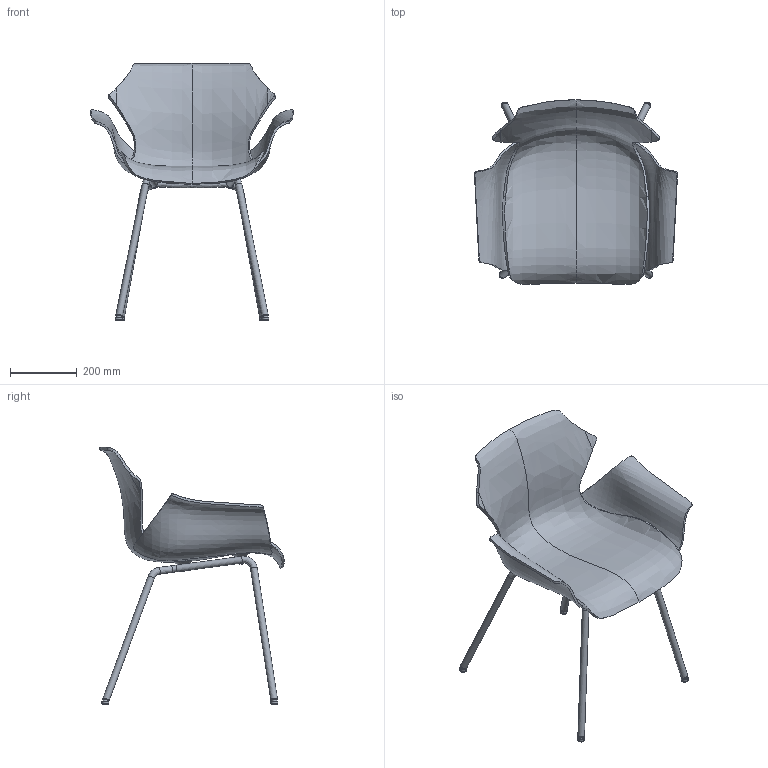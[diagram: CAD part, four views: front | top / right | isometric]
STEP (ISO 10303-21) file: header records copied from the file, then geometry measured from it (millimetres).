
FILE_DESCRIPTION(/* description */ (''),/* implementation_level */ '2;1');
FILE_NAME(/* name */ 'Petal_CB-290M_3D',/* time_stamp */ '2023-10-06T12:24:51+02:00',/* author */ (''),/* organization */ (''),/* preprocessor_version */ 'ST-DEVELOPER v16.5',/* originating_system */ 'Rhino 7.31',/* authorisation */ '');
FILE_SCHEMA (('AUTOMOTIVE_DESIGN'));
Length unit declared in the file: centimetre
Products named in the file (2): Document; Petal_CB-290M
Assembly tree (1 placements, depth 2):
  Document
    Petal_CB-290M
Bounding box: 607.28 x 551.58 x 770.22 mm (x, y, z)
Volume: 3876534.8 mm3; surface area: 1243682.8 mm2
Topology: 13 solids, 27 shells, 157 faces, 279 edges, 176 vertices
Faces by surface type: bspline 58, cylinder 53, plane 46
Full cylindrical faces by diameter (mm): 19.5 x4, 20 x12, 21 x4
Entity records: 98027 total; most frequent: CARTESIAN_POINT 95725, ORIENTED_EDGE 542, EDGE_CURVE 279, VERTEX_POINT 176, EDGE_LOOP 173, ADVANCED_FACE 157, FACE_OUTER_BOUND 157, B_SPLINE_CURVE_WITH_KNOTS 132
